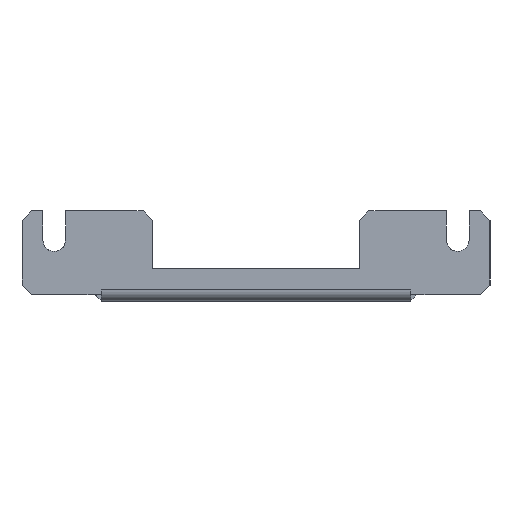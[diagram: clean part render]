
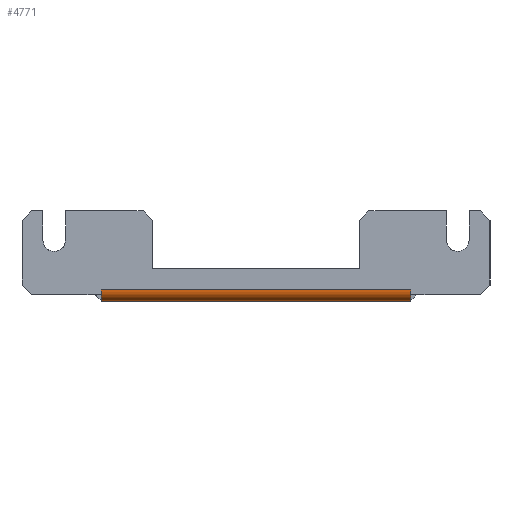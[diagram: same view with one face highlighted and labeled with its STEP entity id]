
A CAD part, left-side view. The second image highlights one B-rep face of the part: STEP entity #4771.
In plain terms, the highlighted cylindrical face has radius 3.5 mm (diameter 7 mm), a partial arc.
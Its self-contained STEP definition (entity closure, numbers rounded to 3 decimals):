
#4726=CARTESIAN_POINT('Axis2P3D Location',(-145.5,0.,3.5)) ;
#4731=CARTESIAN_POINT('Line Origine',(-145.5,0.,0.)) ;
#4735=CARTESIAN_POINT('Vertex',(-145.5,-48.,0.)) ;
#4737=CARTESIAN_POINT('Vertex',(-145.5,48.,0.)) ;
#4741=CARTESIAN_POINT('Control Point',(-149.,-48.,3.5)) ;
#4742=CARTESIAN_POINT('Control Point',(-149.,-48.,2.401)) ;
#4743=CARTESIAN_POINT('Control Point',(-148.569,-48.,1.3)) ;
#4744=CARTESIAN_POINT('Control Point',(-147.701,-48.,0.431)) ;
#4745=CARTESIAN_POINT('Control Point',(-146.599,-48.,0.)) ;
#4746=CARTESIAN_POINT('Control Point',(-145.5,-48.,0.)) ;
#4747=CARTESIAN_POINT('Vertex',(-149.,-48.,3.5)) ;
#4750=CARTESIAN_POINT('Line Origine',(-149.,0.,3.5)) ;
#4754=CARTESIAN_POINT('Vertex',(-149.,48.,3.5)) ;
#4758=CARTESIAN_POINT('Control Point',(-149.,48.,3.5)) ;
#4759=CARTESIAN_POINT('Control Point',(-149.,48.,2.401)) ;
#4760=CARTESIAN_POINT('Control Point',(-148.569,48.,1.3)) ;
#4761=CARTESIAN_POINT('Control Point',(-147.701,48.,0.431)) ;
#4762=CARTESIAN_POINT('Control Point',(-146.599,48.,0.)) ;
#4763=CARTESIAN_POINT('Control Point',(-145.5,48.,0.)) ;
#4727=DIRECTION('Axis2P3D Direction',(0.,1.,0.)) ;
#4728=DIRECTION('Axis2P3D XDirection',(0.,0.,-1.)) ;
#4732=DIRECTION('Vector Direction',(0.,1.,0.)) ;
#4751=DIRECTION('Vector Direction',(0.,1.,0.)) ;
#4729=AXIS2_PLACEMENT_3D('Cylinder Axis2P3D',#4726,#4727,#4728) ;
#4766=ORIENTED_EDGE('',*,*,#4739,.F.) ;
#4767=ORIENTED_EDGE('',*,*,#4749,.F.) ;
#4768=ORIENTED_EDGE('',*,*,#4756,.T.) ;
#4769=ORIENTED_EDGE('',*,*,#4764,.T.) ;
#4733=VECTOR('Line Direction',#4732,1.) ;
#4752=VECTOR('Line Direction',#4751,1.) ;
#4771=ADVANCED_FACE('PartBody',(#4770),#4730,.T.) ;
#4740=B_SPLINE_CURVE_WITH_KNOTS('',5,(#4741,#4742,#4743,#4744,#4745,#4746),.UNSPECIFIED.,.F.,.U.,(6,6),(0.,7.775),.UNSPECIFIED.) ;
#4757=B_SPLINE_CURVE_WITH_KNOTS('',5,(#4758,#4759,#4760,#4761,#4762,#4763),.UNSPECIFIED.,.F.,.U.,(6,6),(0.,7.775),.UNSPECIFIED.) ;
#4730=CYLINDRICAL_SURFACE('generated cylinder',#4729,3.5) ;
#4739=EDGE_CURVE('',#4736,#4738,#4734,.T.) ;
#4749=EDGE_CURVE('',#4748,#4736,#4740,.T.) ;
#4756=EDGE_CURVE('',#4748,#4755,#4753,.T.) ;
#4764=EDGE_CURVE('',#4755,#4738,#4757,.T.) ;
#4765=EDGE_LOOP('',(#4766,#4767,#4768,#4769)) ;
#4770=FACE_OUTER_BOUND('',#4765,.T.) ;
#4734=LINE('Line',#4731,#4733) ;
#4753=LINE('Line',#4750,#4752) ;
#4736=VERTEX_POINT('',#4735) ;
#4738=VERTEX_POINT('',#4737) ;
#4748=VERTEX_POINT('',#4747) ;
#4755=VERTEX_POINT('',#4754) ;
